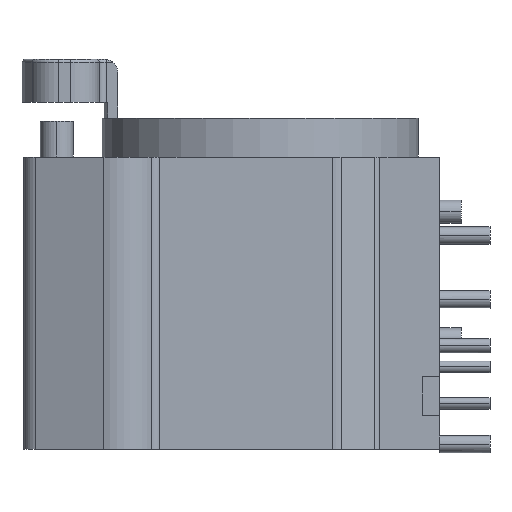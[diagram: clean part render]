
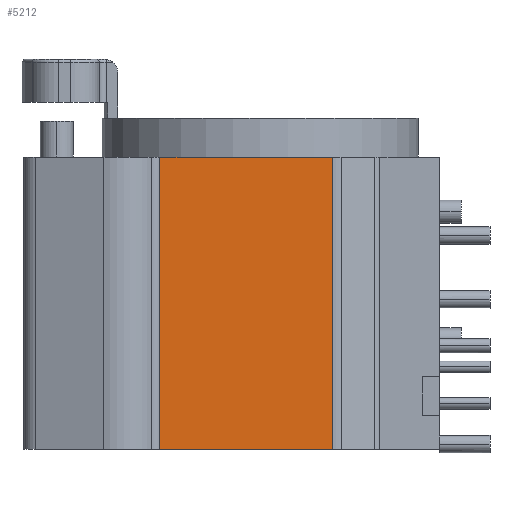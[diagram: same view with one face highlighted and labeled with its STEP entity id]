
A CAD part, left-side view. The second image highlights one B-rep face of the part: STEP entity #5212.
In plain terms, the highlighted planar face has unit normal (-1, 0, 0).
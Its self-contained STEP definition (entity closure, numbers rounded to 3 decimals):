
#1941=DIRECTION('',(0.,0.,-1.));
#1942=VECTOR('',#1941,20.35);
#1943=CARTESIAN_POINT('',(-11.25,-5.028,0.));
#1944=LINE('',#1943,#1942);
#1945=DIRECTION('',(0.,-1.,0.));
#1946=VECTOR('',#1945,12.004);
#1947=CARTESIAN_POINT('',(-11.25,6.976,0.));
#1948=LINE('',#1947,#1946);
#1949=DIRECTION('',(0.,1.,0.));
#1950=VECTOR('',#1949,12.004);
#1951=CARTESIAN_POINT('',(-11.25,-5.028,-20.35));
#1952=LINE('',#1951,#1950);
#1953=DIRECTION('',(0.,0.,-1.));
#1954=VECTOR('',#1953,20.35);
#1955=CARTESIAN_POINT('',(-11.25,6.976,0.));
#1956=LINE('',#1955,#1954);
#2744=CARTESIAN_POINT('',(-11.25,6.976,0.));
#2745=VERTEX_POINT('',#2744);
#2746=CARTESIAN_POINT('',(-11.25,-5.028,0.));
#2748=VERTEX_POINT('',#2746);
#2784=CARTESIAN_POINT('',(-11.25,6.976,-20.35));
#2785=VERTEX_POINT('',#2784);
#2786=CARTESIAN_POINT('',(-11.25,-5.028,-20.35));
#2788=VERTEX_POINT('',#2786);
#5200=CARTESIAN_POINT('',(-11.25,6.976,0.));
#5201=DIRECTION('',(-1.,0.,0.));
#5202=DIRECTION('',(0.,-1.,0.));
#5203=AXIS2_PLACEMENT_3D('',#5200,#5201,#5202);
#5204=PLANE('',#5203);
#5205=ORIENTED_EDGE('',*,*,#3862,.T.);
#5206=ORIENTED_EDGE('',*,*,#5195,.T.);
#5207=ORIENTED_EDGE('',*,*,#3039,.T.);
#5209=ORIENTED_EDGE('',*,*,#5208,.F.);
#5210=EDGE_LOOP('',(#5205,#5206,#5207,#5209));
#5211=FACE_OUTER_BOUND('',#5210,.F.);
#3039=EDGE_CURVE('',#2788,#2785,#1952,.T.);
#3862=EDGE_CURVE('',#2745,#2748,#1948,.T.);
#5195=EDGE_CURVE('',#2748,#2788,#1944,.T.);
#5208=EDGE_CURVE('',#2745,#2785,#1956,.T.);
#5212=ADVANCED_FACE('',(#5211),#5204,.T.);
